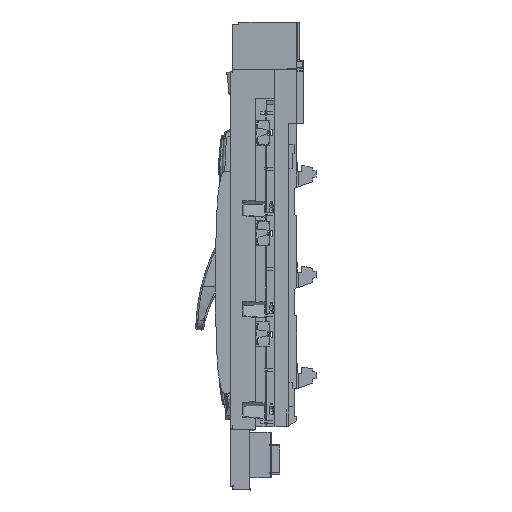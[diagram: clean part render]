
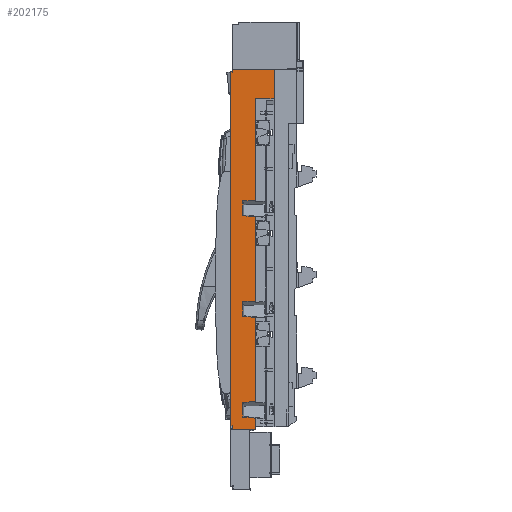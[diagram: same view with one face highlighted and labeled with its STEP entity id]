
A CAD part, left-side view. The second image highlights one B-rep face of the part: STEP entity #202175.
In plain terms, the highlighted planar face has unit normal (-1, 0, 0).
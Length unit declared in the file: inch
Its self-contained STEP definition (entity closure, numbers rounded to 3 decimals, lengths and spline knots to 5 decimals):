
#201904=DIRECTION('',(0.,0.999,-0.032));
#201905=VECTOR('',#201904,0.8935);
#201906=CARTESIAN_POINT('',(-3.9258,22.77106,
-8.34688));
#201907=LINE('',#201906,#201905);
#201911=DIRECTION('',(0.,0.,-1.));
#201912=VECTOR('',#201911,1.07759);
#201913=CARTESIAN_POINT('',(-3.9258,23.6641,
-8.37563));
#201914=LINE('',#201913,#201912);
#201918=DIRECTION('',(0.,-0.996,-0.085));
#201919=VECTOR('',#201918,0.89627);
#201920=CARTESIAN_POINT('',(-3.9258,23.6641,
-9.45322));
#201921=LINE('',#201920,#201919);
#201925=DIRECTION('',(0.,0.,-1.));
#201926=VECTOR('',#201925,6.1007);
#201927=CARTESIAN_POINT('',(-3.9258,22.77106,
-9.5293));
#201928=LINE('',#201927,#201926);
#201932=DIRECTION('',(0.,0.999,-0.033));
#201933=VECTOR('',#201932,0.89351);
#201934=CARTESIAN_POINT('',(-3.9258,22.77106,
-15.63));
#201935=LINE('',#201934,#201933);
#201939=DIRECTION('',(0.,0.,-1.));
#201940=VECTOR('',#201939,1.07759);
#201941=CARTESIAN_POINT('',(-3.9258,23.6641,
-15.6591));
#201942=LINE('',#201941,#201940);
#201946=DIRECTION('',(0.,-0.996,-0.085));
#201947=VECTOR('',#201946,0.89627);
#201948=CARTESIAN_POINT('',(-3.9258,23.6641,
-16.73669));
#201949=LINE('',#201948,#201947);
#201953=DIRECTION('',(0.,0.,-1.));
#201954=VECTOR('',#201953,0.83368);
#201955=CARTESIAN_POINT('',(-3.9258,22.77106,
-16.81277));
#201956=LINE('',#201955,#201954);
#201960=DIRECTION('',(0.,1.,0.));
#201961=VECTOR('',#201960,1.62205);
#201962=CARTESIAN_POINT('',(-3.9258,22.77106,
-17.64645));
#201963=LINE('',#201962,#201961);
#201967=DIRECTION('',(0.,0.,1.));
#201968=VECTOR('',#201967,0.27559);
#201969=CARTESIAN_POINT('',(-3.9258,24.39311,
-17.64645));
#201970=LINE('',#201969,#201968);
#201974=DIRECTION('',(0.,1.,0.));
#201975=VECTOR('',#201974,0.1378);
#201976=CARTESIAN_POINT('',(-3.9258,24.39311,
-17.37086));
#201977=LINE('',#201976,#201975);
#201981=DIRECTION('',(0.,0.,1.));
#201982=VECTOR('',#201981,25.59055);
#201983=CARTESIAN_POINT('',(-3.9258,24.5309,
-17.37086));
#201984=LINE('',#201983,#201982);
#201988=DIRECTION('',(0.,-1.,0.));
#201989=VECTOR('',#201988,0.1378);
#201990=CARTESIAN_POINT('',(-3.9258,24.5309,
8.21969));
#201991=LINE('',#201990,#201989);
#201995=DIRECTION('',(0.,0.,1.));
#201996=VECTOR('',#201995,0.19685);
#201997=CARTESIAN_POINT('',(-3.9258,24.39311,
8.21969));
#201998=LINE('',#201997,#201996);
#202002=DIRECTION('',(0.,-1.,0.));
#202003=VECTOR('',#202002,3.0474);
#202004=CARTESIAN_POINT('',(-3.9258,24.39311,
8.41654));
#202005=LINE('',#202004,#202003);
#202009=DIRECTION('',(0.,0.,-1.));
#202010=VECTOR('',#202009,25.83386);
#202011=CARTESIAN_POINT('',(-3.9258,21.34571,
8.41654));
#202012=LINE('',#202011,#202010);
#202016=DIRECTION('',(0.,1.,0.));
#202017=VECTOR('',#202016,0.05528);
#202018=CARTESIAN_POINT('',(-3.9258,21.34571,
-17.41731));
#202019=LINE('',#202018,#202017);
#202023=DIRECTION('',(0.,0.,1.));
#202024=VECTOR('',#202023,23.69752);
#202025=CARTESIAN_POINT('',(-3.9258,21.40098,
-17.41731));
#202026=LINE('',#202025,#202024);
#202030=DIRECTION('',(0.,1.,0.));
#202031=VECTOR('',#202030,1.37008);
#202032=CARTESIAN_POINT('',(-3.9258,21.40098,
6.28021));
#202033=LINE('',#202032,#202031);
#202037=DIRECTION('',(0.,0.,-1.));
#202038=VECTOR('',#202037,7.34362);
#202039=CARTESIAN_POINT('',(-3.9258,22.77106,
6.28021));
#202040=LINE('',#202039,#202038);
#202044=DIRECTION('',(0.,0.999,-0.032));
#202045=VECTOR('',#202044,0.8935);
#202046=CARTESIAN_POINT('',(-3.9258,22.77106,
-1.06341));
#202047=LINE('',#202046,#202045);
#202051=DIRECTION('',(0.,0.,-1.));
#202052=VECTOR('',#202051,1.07759);
#202053=CARTESIAN_POINT('',(-3.9258,23.6641,
-1.09217));
#202054=LINE('',#202053,#202052);
#202058=DIRECTION('',(0.,-0.996,-0.085));
#202059=VECTOR('',#202058,0.89627);
#202060=CARTESIAN_POINT('',(-3.9258,23.6641,
-2.16976));
#202061=LINE('',#202060,#202059);
#202065=DIRECTION('',(0.,0.,-1.));
#202066=VECTOR('',#202065,6.10104);
#202067=CARTESIAN_POINT('',(-3.9258,22.77106,
-2.24584));
#202068=LINE('',#202067,#202066);
#202072=CARTESIAN_POINT('',(-3.9258,22.77106,
-8.34688));
#202073=CARTESIAN_POINT('',(-3.9258,23.6641,
-8.37563));
#202074=VERTEX_POINT('',#202072);
#202075=VERTEX_POINT('',#202073);
#202076=CARTESIAN_POINT('',(-3.9258,23.6641,
-9.45322));
#202077=VERTEX_POINT('',#202076);
#202078=CARTESIAN_POINT('',(-3.9258,22.77106,
-9.5293));
#202079=VERTEX_POINT('',#202078);
#202080=CARTESIAN_POINT('',(-3.9258,22.77106,
-15.63));
#202081=VERTEX_POINT('',#202080);
#202082=CARTESIAN_POINT('',(-3.9258,23.6641,
-15.6591));
#202083=VERTEX_POINT('',#202082);
#202084=CARTESIAN_POINT('',(-3.9258,23.6641,
-16.73669));
#202085=VERTEX_POINT('',#202084);
#202086=CARTESIAN_POINT('',(-3.9258,22.77106,
-16.81277));
#202087=VERTEX_POINT('',#202086);
#202088=CARTESIAN_POINT('',(-3.9258,22.77106,
-17.64645));
#202089=VERTEX_POINT('',#202088);
#202090=CARTESIAN_POINT('',(-3.9258,24.39311,
-17.64645));
#202091=VERTEX_POINT('',#202090);
#202092=CARTESIAN_POINT('',(-3.9258,24.39311,
-17.37086));
#202093=VERTEX_POINT('',#202092);
#202094=CARTESIAN_POINT('',(-3.9258,24.5309,
-17.37086));
#202095=VERTEX_POINT('',#202094);
#202096=CARTESIAN_POINT('',(-3.9258,24.5309,
8.21969));
#202097=VERTEX_POINT('',#202096);
#202098=CARTESIAN_POINT('',(-3.9258,24.39311,
8.21969));
#202099=VERTEX_POINT('',#202098);
#202100=CARTESIAN_POINT('',(-3.9258,24.39311,
8.41654));
#202101=VERTEX_POINT('',#202100);
#202102=CARTESIAN_POINT('',(-3.9258,21.34571,
8.41654));
#202103=VERTEX_POINT('',#202102);
#202104=CARTESIAN_POINT('',(-3.9258,21.34571,
-17.41731));
#202105=VERTEX_POINT('',#202104);
#202106=CARTESIAN_POINT('',(-3.9258,21.40098,
-17.41731));
#202107=VERTEX_POINT('',#202106);
#202108=CARTESIAN_POINT('',(-3.9258,21.40098,
6.28021));
#202109=VERTEX_POINT('',#202108);
#202110=CARTESIAN_POINT('',(-3.9258,22.77106,
6.28021));
#202111=VERTEX_POINT('',#202110);
#202112=CARTESIAN_POINT('',(-3.9258,22.77106,
-1.06341));
#202113=VERTEX_POINT('',#202112);
#202114=CARTESIAN_POINT('',(-3.9258,23.6641,
-1.09217));
#202115=VERTEX_POINT('',#202114);
#202116=CARTESIAN_POINT('',(-3.9258,23.6641,
-2.16976));
#202117=VERTEX_POINT('',#202116);
#202118=CARTESIAN_POINT('',(-3.9258,22.77106,
-2.24584));
#202119=VERTEX_POINT('',#202118);
#202120=CARTESIAN_POINT('',(-3.9258,0.,0.));
#202121=DIRECTION('',(1.,0.,0.));
#202122=DIRECTION('',(0.,1.,0.));
#202123=AXIS2_PLACEMENT_3D('',#202120,#202121,#202122);
#202124=PLANE('',#202123);
#202126=ORIENTED_EDGE('',*,*,#202125,.T.);
#202128=ORIENTED_EDGE('',*,*,#202127,.T.);
#202130=ORIENTED_EDGE('',*,*,#202129,.T.);
#202132=ORIENTED_EDGE('',*,*,#202131,.T.);
#202134=ORIENTED_EDGE('',*,*,#202133,.T.);
#202136=ORIENTED_EDGE('',*,*,#202135,.T.);
#202138=ORIENTED_EDGE('',*,*,#202137,.T.);
#202140=ORIENTED_EDGE('',*,*,#202139,.T.);
#202142=ORIENTED_EDGE('',*,*,#202141,.T.);
#202144=ORIENTED_EDGE('',*,*,#202143,.T.);
#202146=ORIENTED_EDGE('',*,*,#202145,.T.);
#202148=ORIENTED_EDGE('',*,*,#202147,.T.);
#202150=ORIENTED_EDGE('',*,*,#202149,.T.);
#202152=ORIENTED_EDGE('',*,*,#202151,.T.);
#202154=ORIENTED_EDGE('',*,*,#202153,.T.);
#202156=ORIENTED_EDGE('',*,*,#202155,.T.);
#202158=ORIENTED_EDGE('',*,*,#202157,.T.);
#202160=ORIENTED_EDGE('',*,*,#202159,.T.);
#202162=ORIENTED_EDGE('',*,*,#202161,.T.);
#202164=ORIENTED_EDGE('',*,*,#202163,.T.);
#202166=ORIENTED_EDGE('',*,*,#202165,.T.);
#202168=ORIENTED_EDGE('',*,*,#202167,.T.);
#202170=ORIENTED_EDGE('',*,*,#202169,.T.);
#202172=ORIENTED_EDGE('',*,*,#202171,.T.);
#202173=EDGE_LOOP('',(#202126,#202128,#202130,#202132,#202134,#202136,#202138,
#202140,#202142,#202144,#202146,#202148,#202150,#202152,#202154,#202156,#202158,
#202160,#202162,#202164,#202166,#202168,#202170,#202172));
#202174=FACE_OUTER_BOUND('',#202173,.F.);
#202125=EDGE_CURVE('',#202074,#202075,#201907,.T.);
#202127=EDGE_CURVE('',#202075,#202077,#201914,.T.);
#202129=EDGE_CURVE('',#202077,#202079,#201921,.T.);
#202131=EDGE_CURVE('',#202079,#202081,#201928,.T.);
#202133=EDGE_CURVE('',#202081,#202083,#201935,.T.);
#202135=EDGE_CURVE('',#202083,#202085,#201942,.T.);
#202137=EDGE_CURVE('',#202085,#202087,#201949,.T.);
#202139=EDGE_CURVE('',#202087,#202089,#201956,.T.);
#202141=EDGE_CURVE('',#202089,#202091,#201963,.T.);
#202143=EDGE_CURVE('',#202091,#202093,#201970,.T.);
#202145=EDGE_CURVE('',#202093,#202095,#201977,.T.);
#202147=EDGE_CURVE('',#202095,#202097,#201984,.T.);
#202149=EDGE_CURVE('',#202097,#202099,#201991,.T.);
#202151=EDGE_CURVE('',#202099,#202101,#201998,.T.);
#202153=EDGE_CURVE('',#202101,#202103,#202005,.T.);
#202155=EDGE_CURVE('',#202103,#202105,#202012,.T.);
#202157=EDGE_CURVE('',#202105,#202107,#202019,.T.);
#202159=EDGE_CURVE('',#202107,#202109,#202026,.T.);
#202161=EDGE_CURVE('',#202109,#202111,#202033,.T.);
#202163=EDGE_CURVE('',#202111,#202113,#202040,.T.);
#202165=EDGE_CURVE('',#202113,#202115,#202047,.T.);
#202167=EDGE_CURVE('',#202115,#202117,#202054,.T.);
#202169=EDGE_CURVE('',#202117,#202119,#202061,.T.);
#202171=EDGE_CURVE('',#202119,#202074,#202068,.T.);
#202175=ADVANCED_FACE('',(#202174),#202124,.F.);
